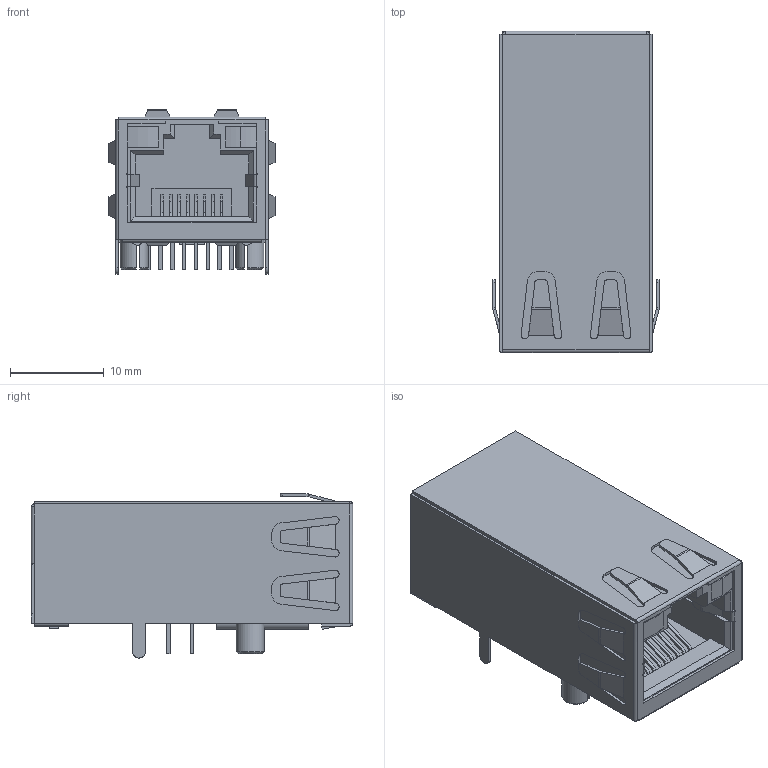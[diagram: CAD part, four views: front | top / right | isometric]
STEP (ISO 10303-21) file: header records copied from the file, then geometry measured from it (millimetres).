
FILE_DESCRIPTION (( 'STEP AP214' ), '1' );
FILE_NAME ('User Library-XPort.STEP', '2015-04-29T04:23:08', ( 'Windows User' ), ( '' ), 'SwSTEP 2.0', 'SolidWorks 2015', '' );
FILE_SCHEMA (( 'AUTOMOTIVE_DESIGN' ));
Length unit declared in the file: millimetre
Products named in the file (9): User Library-XPort; User Library-XPort_XPort Part8; User Library-XPort_XPort Part7; User Library-XPort_XPort Part6; User Library-XPort_XPort Part5; User Library-XPort_XPort part4; User Library-XPort_XPort Part3; User Library-XPort_XPort Part2; User Library-XPort_XPort Part1
Assembly tree (22 placements, depth 2):
  User Library-XPort
    User Library-XPort_XPort Part1
    User Library-XPort_XPort Part2  x8
    User Library-XPort_XPort Part3
    User Library-XPort_XPort part4
    User Library-XPort_XPort Part5
    User Library-XPort_XPort Part6  x8
    User Library-XPort_XPort Part7
    User Library-XPort_XPort Part8
Bounding box: 17.74 x 34.2 x 17.46 mm (x, y, z)
Volume: 6190.9 mm3; surface area: 7361.2 mm2
Topology: 24 solids, 24 shells, 722 faces, 1850 edges, 1182 vertices
Faces by surface type: plane 520, cylinder 160, bspline 36, cone 6
Entity records: 26688 total; most frequent: CARTESIAN_POINT 4992, ORIENTED_EDGE 3196, DIRECTION 2675, EDGE_CURVE 1598, LINE 1293, VECTOR 1293, VERTEX_POINT 1014, AXIS2_PLACEMENT_3D 691
